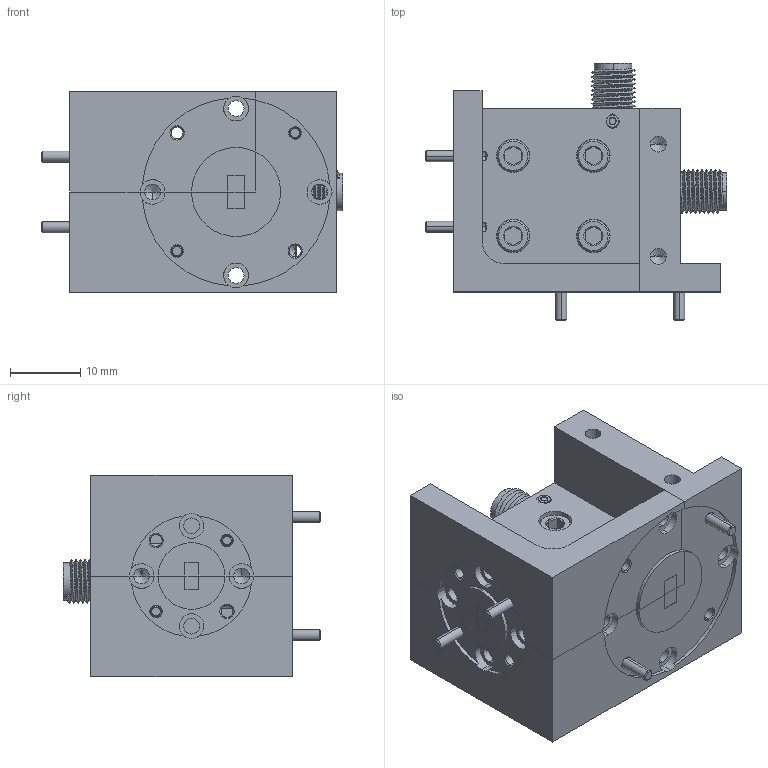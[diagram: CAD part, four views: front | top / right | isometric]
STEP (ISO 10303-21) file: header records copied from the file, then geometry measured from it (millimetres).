
FILE_DESCRIPTION (( 'STEP AP203' ), '1' );
FILE_NAME ('SFB-55368307-1519SF-E2.STEP', '2018-10-18T22:20:10', ( '' ), ( '' ), 'SwSTEP 2.0', 'SolidWorks 2016', '' );
FILE_SCHEMA (( 'CONFIG_CONTROL_DESIGN' ));
Length unit declared in the file: inch
Products named in the file (1): SFB-55368307-1519SF-E2
Bounding box: 43.05 x 36.7 x 28.7 mm (x, y, z)
Volume: 15410.9 mm3; surface area: 10599 mm2
Topology: 14 solids, 14 shells, 721 faces, 1872 edges, 1164 vertices
Faces by surface type: cylinder 364, cone 197, plane 148, bspline 12
Entity records: 27974 total; most frequent: CARTESIAN_POINT 11515, ORIENTED_EDGE 3686, DIRECTION 3195, EDGE_CURVE 1843, AXIS2_PLACEMENT_3D 1206, VERTEX_POINT 1164, LINE 783, VECTOR 783
